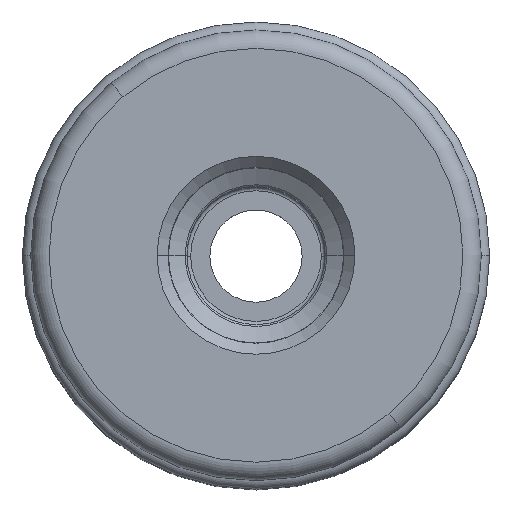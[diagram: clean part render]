
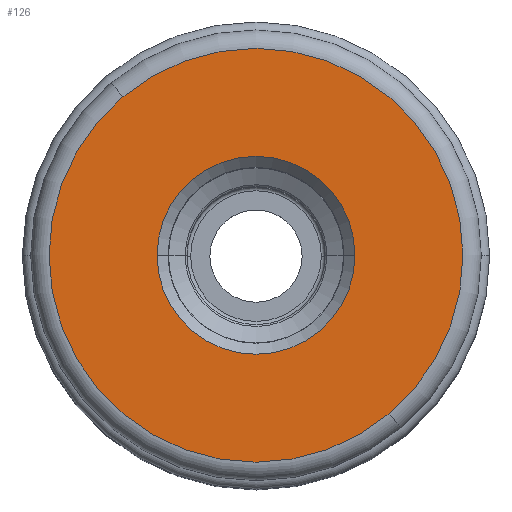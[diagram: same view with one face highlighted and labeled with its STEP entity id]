
A CAD part, top view. The second image highlights one B-rep face of the part: STEP entity #126.
In plain terms, the highlighted planar face has unit normal (0, 0, 1).
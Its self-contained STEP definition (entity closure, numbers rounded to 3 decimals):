
#71=PLANE('',#1351);
#79=FACE_BOUND('',#280,.T.);
#80=FACE_BOUND('',#281,.T.);
#126=ADVANCED_FACE('',(#79,#80),#71,.F.);
#280=EDGE_LOOP('',(#406,#407,#408,#409));
#281=EDGE_LOOP('',(#410,#411,#412,#413));
#406=ORIENTED_EDGE('',*,*,#826,.T.);
#407=ORIENTED_EDGE('',*,*,#827,.T.);
#408=ORIENTED_EDGE('',*,*,#828,.F.);
#409=ORIENTED_EDGE('',*,*,#829,.T.);
#410=ORIENTED_EDGE('',*,*,#830,.T.);
#411=ORIENTED_EDGE('',*,*,#831,.T.);
#412=ORIENTED_EDGE('',*,*,#832,.T.);
#413=ORIENTED_EDGE('',*,*,#833,.T.);
#700=VERTEX_POINT('',#2620);
#701=VERTEX_POINT('',#2621);
#702=VERTEX_POINT('',#2623);
#703=VERTEX_POINT('',#2625);
#704=VERTEX_POINT('',#2628);
#705=VERTEX_POINT('',#2629);
#706=VERTEX_POINT('',#2631);
#707=VERTEX_POINT('',#2633);
#826=EDGE_CURVE('',#700,#701,#1006,.T.);
#827=EDGE_CURVE('',#701,#702,#1007,.T.);
#828=EDGE_CURVE('',#703,#702,#1008,.T.);
#829=EDGE_CURVE('',#703,#700,#1009,.T.);
#830=EDGE_CURVE('',#704,#705,#1010,.T.);
#831=EDGE_CURVE('',#705,#706,#1011,.T.);
#832=EDGE_CURVE('',#706,#707,#1012,.T.);
#833=EDGE_CURVE('',#707,#704,#1013,.T.);
#1006=CIRCLE('',#1343,22.5);
#1007=CIRCLE('',#1344,22.5);
#1008=CIRCLE('',#1345,22.5);
#1009=CIRCLE('',#1346,22.5);
#1010=CIRCLE('',#1347,10.76);
#1011=CIRCLE('',#1348,10.76);
#1012=CIRCLE('',#1349,10.76);
#1013=CIRCLE('',#1350,10.76);
#1343=AXIS2_PLACEMENT_3D('',#2619,#1614,#1615);
#1344=AXIS2_PLACEMENT_3D('',#2622,#1616,#1617);
#1345=AXIS2_PLACEMENT_3D('',#2624,#1618,#1619);
#1346=AXIS2_PLACEMENT_3D('',#2626,#1620,#1621);
#1347=AXIS2_PLACEMENT_3D('',#2627,#1622,#1623);
#1348=AXIS2_PLACEMENT_3D('',#2630,#1624,#1625);
#1349=AXIS2_PLACEMENT_3D('',#2632,#1626,#1627);
#1350=AXIS2_PLACEMENT_3D('',#2634,#1628,#1629);
#1351=AXIS2_PLACEMENT_3D('',#2635,#1630,#1631);
#1614=DIRECTION('',(0.,0.,1.));
#1615=DIRECTION('',(0.643,-0.766,0.));
#1616=DIRECTION('',(0.,0.,1.));
#1617=DIRECTION('',(-0.643,0.766,0.));
#1618=DIRECTION('',(0.,0.,-1.));
#1619=DIRECTION('',(-0.643,0.766,0.));
#1620=DIRECTION('',(0.,0.,1.));
#1621=DIRECTION('',(0.643,-0.766,0.));
#1622=DIRECTION('',(0.,0.,-1.));
#1623=DIRECTION('',(0.643,-0.766,0.));
#1624=DIRECTION('',(0.,0.,-1.));
#1625=DIRECTION('',(-1.,0.,0.));
#1626=DIRECTION('',(0.,0.,-1.));
#1627=DIRECTION('',(-0.643,0.766,0.));
#1628=DIRECTION('',(0.,0.,-1.));
#1629=DIRECTION('',(1.,0.,0.));
#1630=DIRECTION('',(0.,0.,-1.));
#1631=DIRECTION('',(0.643,-0.766,0.));
#2619=CARTESIAN_POINT('',(0.,0.,0.));
#2620=CARTESIAN_POINT('',(14.474,-17.226,0.));
#2621=CARTESIAN_POINT('',(-14.463,17.236,0.));
#2622=CARTESIAN_POINT('',(0.,0.,0.));
#2623=CARTESIAN_POINT('',(-14.474,17.226,0.));
#2624=CARTESIAN_POINT('',(0.,0.,0.));
#2625=CARTESIAN_POINT('',(14.463,-17.236,0.));
#2626=CARTESIAN_POINT('',(0.,0.,0.));
#2627=CARTESIAN_POINT('',(0.,0.,0.));
#2628=CARTESIAN_POINT('',(6.916,-8.243,0.));
#2629=CARTESIAN_POINT('',(-10.76,0.,0.));
#2630=CARTESIAN_POINT('',(0.,0.,0.));
#2631=CARTESIAN_POINT('',(-6.916,8.243,0.));
#2632=CARTESIAN_POINT('',(0.,0.,0.));
#2633=CARTESIAN_POINT('',(10.76,0.,0.));
#2634=CARTESIAN_POINT('',(0.,0.,0.));
#2635=CARTESIAN_POINT('',(0.,0.,0.));
